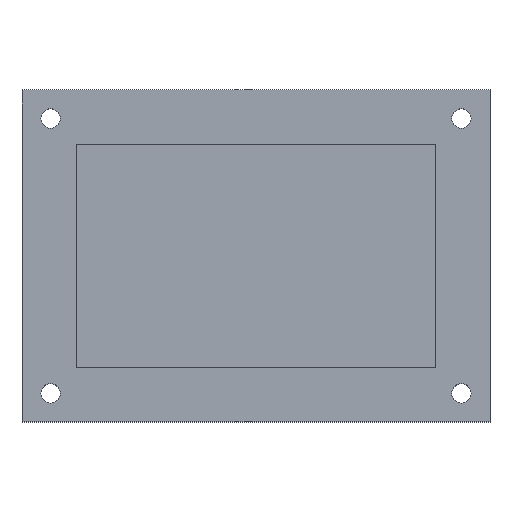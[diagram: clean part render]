
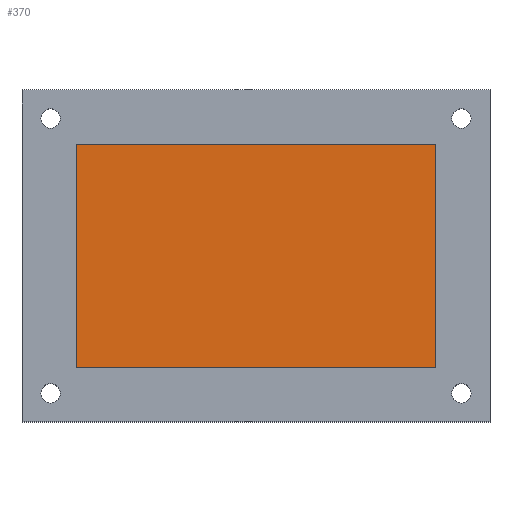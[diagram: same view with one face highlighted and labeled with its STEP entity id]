
A CAD part, top view. The second image highlights one B-rep face of the part: STEP entity #370.
In plain terms, the highlighted planar face has unit normal (0, 0, 1).
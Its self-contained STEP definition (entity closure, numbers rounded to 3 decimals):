
#56=FACE_OUTER_BOUND('',#79,.T.);
#79=EDGE_LOOP('',(#259,#260,#261,#262));
#115=LINE('',#569,#147);
#116=LINE('',#571,#148);
#117=LINE('',#573,#149);
#118=LINE('',#574,#150);
#147=VECTOR('',#454,10.);
#148=VECTOR('',#455,10.);
#149=VECTOR('',#456,10.);
#150=VECTOR('',#457,10.);
#179=VERTEX_POINT('',#567);
#180=VERTEX_POINT('',#568);
#181=VERTEX_POINT('',#570);
#182=VERTEX_POINT('',#572);
#211=EDGE_CURVE('',#179,#180,#115,.T.);
#212=EDGE_CURVE('',#181,#179,#116,.T.);
#213=EDGE_CURVE('',#182,#181,#117,.T.);
#214=EDGE_CURVE('',#180,#182,#118,.T.);
#259=ORIENTED_EDGE('',*,*,#211,.F.);
#260=ORIENTED_EDGE('',*,*,#212,.F.);
#261=ORIENTED_EDGE('',*,*,#213,.F.);
#262=ORIENTED_EDGE('',*,*,#214,.F.);
#355=PLANE('',#408);
#370=ADVANCED_FACE('',(#56),#355,.T.);
#408=AXIS2_PLACEMENT_3D('',#566,#452,#453);
#452=DIRECTION('center_axis',(0.,0.,1.));
#453=DIRECTION('ref_axis',(1.,0.,0.));
#454=DIRECTION('',(0.,1.,0.));
#455=DIRECTION('',(-1.,0.,0.));
#456=DIRECTION('',(0.,-1.,0.));
#457=DIRECTION('',(1.,0.,0.));
#566=CARTESIAN_POINT('Origin',(31.456,19.55,3.));
#567=CARTESIAN_POINT('',(0.,0.,3.));
#568=CARTESIAN_POINT('',(0.,39.1,3.));
#569=CARTESIAN_POINT('',(0.,9.775,3.));
#570=CARTESIAN_POINT('',(62.913,0.,3.));
#571=CARTESIAN_POINT('',(47.184,0.,3.));
#572=CARTESIAN_POINT('',(62.913,39.1,3.));
#573=CARTESIAN_POINT('',(62.913,29.325,3.));
#574=CARTESIAN_POINT('',(15.728,39.1,3.));
